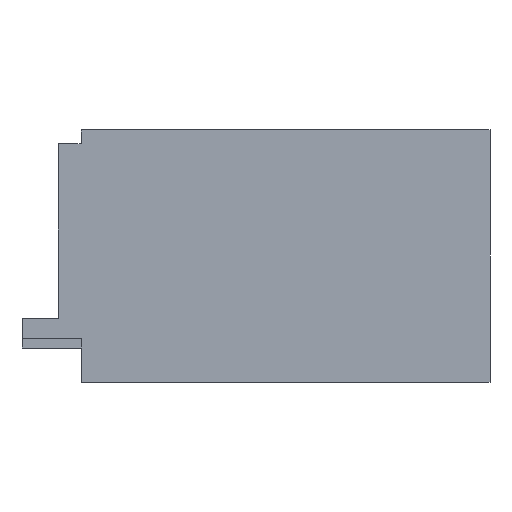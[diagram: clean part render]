
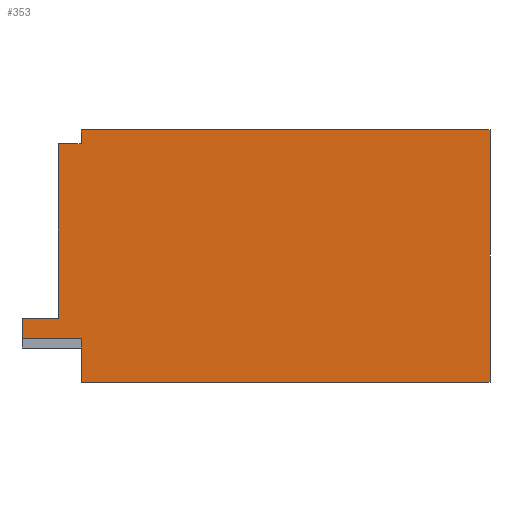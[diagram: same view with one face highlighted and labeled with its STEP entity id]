
A CAD part, left-side view. The second image highlights one B-rep face of the part: STEP entity #353.
In plain terms, the highlighted planar face has unit normal (-1, 0, 0).
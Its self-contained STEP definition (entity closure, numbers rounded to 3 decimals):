
#300=AXIS2_PLACEMENT_3D('Plane Axis2P3D',#297,#298,#299) ;
#77=CARTESIAN_POINT('Line Origine',(-13.9,-19.,-74.)) ;
#81=CARTESIAN_POINT('Vertex',(-13.9,-19.,-73.)) ;
#83=CARTESIAN_POINT('Vertex',(-13.9,-19.,-75.)) ;
#108=CARTESIAN_POINT('Line Origine',(-13.9,-12.5,-73.)) ;
#112=CARTESIAN_POINT('Vertex',(-13.9,-6.,-73.)) ;
#138=CARTESIAN_POINT('Vertex',(-13.9,-109.,-27.)) ;
#152=CARTESIAN_POINT('Vertex',(-13.9,-19.,-27.)) ;
#155=CARTESIAN_POINT('Line Origine',(-13.9,-64.,-27.)) ;
#178=CARTESIAN_POINT('Vertex',(-13.9,-109.,-82.5)) ;
#186=CARTESIAN_POINT('Line Origine',(-13.9,-109.,-54.75)) ;
#282=CARTESIAN_POINT('Vertex',(-13.9,-19.,-30.)) ;
#285=CARTESIAN_POINT('Line Origine',(-13.9,-19.,-28.5)) ;
#297=CARTESIAN_POINT('Axis2P3D Location',(-13.9,0.,0.)) ;
#302=CARTESIAN_POINT('Line Origine',(-13.9,-19.,-78.75)) ;
#306=CARTESIAN_POINT('Vertex',(-13.9,-19.,-82.5)) ;
#309=CARTESIAN_POINT('Line Origine',(-13.9,-64.,-82.5)) ;
#314=CARTESIAN_POINT('Line Origine',(-13.9,-16.5,-30.)) ;
#318=CARTESIAN_POINT('Vertex',(-13.9,-14.,-30.)) ;
#321=CARTESIAN_POINT('Line Origine',(-13.9,-14.,-49.25)) ;
#325=CARTESIAN_POINT('Vertex',(-13.9,-14.,-68.5)) ;
#328=CARTESIAN_POINT('Line Origine',(-13.9,-10.,-68.5)) ;
#332=CARTESIAN_POINT('Vertex',(-13.9,-6.,-68.5)) ;
#335=CARTESIAN_POINT('Line Origine',(-13.9,-6.,-70.75)) ;
#78=DIRECTION('Vector Direction',(0.,0.,-1.)) ;
#109=DIRECTION('Vector Direction',(0.,-1.,0.)) ;
#156=DIRECTION('Vector Direction',(0.,1.,0.)) ;
#187=DIRECTION('Vector Direction',(0.,0.,1.)) ;
#286=DIRECTION('Vector Direction',(0.,0.,-1.)) ;
#298=DIRECTION('Axis2P3D Direction',(-1.,0.,0.)) ;
#299=DIRECTION('Axis2P3D XDirection',(0.,1.,0.)) ;
#303=DIRECTION('Vector Direction',(0.,0.,-1.)) ;
#310=DIRECTION('Vector Direction',(0.,-1.,0.)) ;
#315=DIRECTION('Vector Direction',(0.,1.,0.)) ;
#322=DIRECTION('Vector Direction',(0.,0.,-1.)) ;
#329=DIRECTION('Vector Direction',(0.,1.,0.)) ;
#336=DIRECTION('Vector Direction',(0.,0.,-1.)) ;
#79=VECTOR('Line Direction',#78,1.) ;
#110=VECTOR('Line Direction',#109,1.) ;
#157=VECTOR('Line Direction',#156,1.) ;
#188=VECTOR('Line Direction',#187,1.) ;
#287=VECTOR('Line Direction',#286,1.) ;
#304=VECTOR('Line Direction',#303,1.) ;
#311=VECTOR('Line Direction',#310,1.) ;
#316=VECTOR('Line Direction',#315,1.) ;
#323=VECTOR('Line Direction',#322,1.) ;
#330=VECTOR('Line Direction',#329,1.) ;
#337=VECTOR('Line Direction',#336,1.) ;
#341=ORIENTED_EDGE('',*,*,#308,.T.) ;
#342=ORIENTED_EDGE('',*,*,#313,.T.) ;
#343=ORIENTED_EDGE('',*,*,#190,.T.) ;
#344=ORIENTED_EDGE('',*,*,#159,.T.) ;
#345=ORIENTED_EDGE('',*,*,#289,.T.) ;
#346=ORIENTED_EDGE('',*,*,#320,.T.) ;
#347=ORIENTED_EDGE('',*,*,#327,.T.) ;
#348=ORIENTED_EDGE('',*,*,#334,.T.) ;
#349=ORIENTED_EDGE('',*,*,#339,.T.) ;
#350=ORIENTED_EDGE('',*,*,#114,.T.) ;
#351=ORIENTED_EDGE('',*,*,#85,.T.) ;
#353=ADVANCED_FACE('Barriere isolanti PSR 90mm inferiori',(#352),#301,.T.) ;
#85=EDGE_CURVE('',#82,#84,#80,.T.) ;
#114=EDGE_CURVE('',#113,#82,#111,.T.) ;
#159=EDGE_CURVE('',#139,#153,#158,.T.) ;
#190=EDGE_CURVE('',#179,#139,#189,.T.) ;
#289=EDGE_CURVE('',#153,#283,#288,.T.) ;
#308=EDGE_CURVE('',#84,#307,#305,.T.) ;
#313=EDGE_CURVE('',#307,#179,#312,.T.) ;
#320=EDGE_CURVE('',#283,#319,#317,.T.) ;
#327=EDGE_CURVE('',#319,#326,#324,.T.) ;
#334=EDGE_CURVE('',#326,#333,#331,.T.) ;
#339=EDGE_CURVE('',#333,#113,#338,.T.) ;
#340=EDGE_LOOP('',(#341,#342,#343,#344,#345,#346,#347,#348,#349,#350,#351)) ;
#352=FACE_OUTER_BOUND('',#340,.T.) ;
#80=LINE('Line',#77,#79) ;
#111=LINE('Line',#108,#110) ;
#158=LINE('Line',#155,#157) ;
#189=LINE('Line',#186,#188) ;
#288=LINE('Line',#285,#287) ;
#305=LINE('Line',#302,#304) ;
#312=LINE('Line',#309,#311) ;
#317=LINE('Line',#314,#316) ;
#324=LINE('Line',#321,#323) ;
#331=LINE('Line',#328,#330) ;
#338=LINE('Line',#335,#337) ;
#301=PLANE('',#300) ;
#82=VERTEX_POINT('',#81) ;
#84=VERTEX_POINT('',#83) ;
#113=VERTEX_POINT('',#112) ;
#139=VERTEX_POINT('',#138) ;
#153=VERTEX_POINT('',#152) ;
#179=VERTEX_POINT('',#178) ;
#283=VERTEX_POINT('',#282) ;
#307=VERTEX_POINT('',#306) ;
#319=VERTEX_POINT('',#318) ;
#326=VERTEX_POINT('',#325) ;
#333=VERTEX_POINT('',#332) ;
